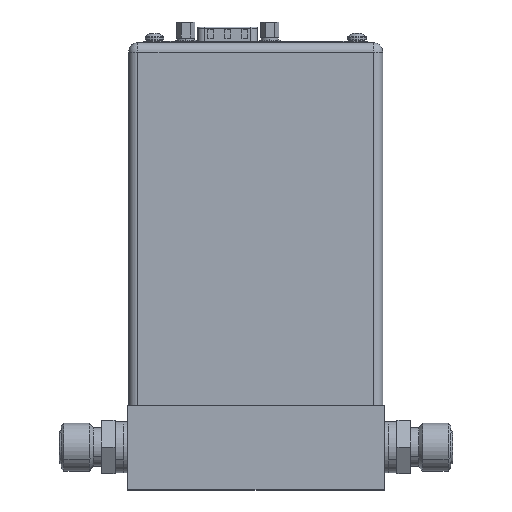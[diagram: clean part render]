
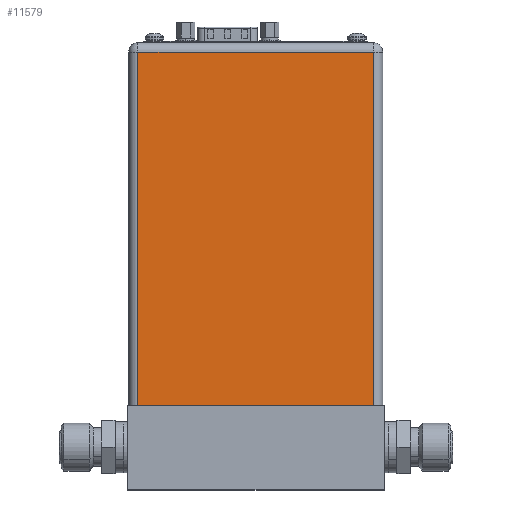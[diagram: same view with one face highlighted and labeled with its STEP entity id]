
A CAD part, top view. The second image highlights one B-rep face of the part: STEP entity #11579.
In plain terms, the highlighted planar face has unit normal (0, 0, 1).
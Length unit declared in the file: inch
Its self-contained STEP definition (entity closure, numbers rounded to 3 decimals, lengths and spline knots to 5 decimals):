
#9153=DIRECTION('',(1.,0.,0.));
#9154=VECTOR('',#9153,2.755);
#9155=CARTESIAN_POINT('',(-1.3775,0.,1.425));
#9156=LINE('',#9155,#9154);
#10160=DIRECTION('',(0.,-1.,0.));
#10161=VECTOR('',#10160,4.14);
#10162=CARTESIAN_POINT('',(1.3775,4.14,1.425));
#10163=LINE('',#10162,#10161);
#10167=DIRECTION('',(0.,-1.,0.));
#10168=VECTOR('',#10167,4.14);
#10169=CARTESIAN_POINT('',(-1.3775,4.14,1.425));
#10170=LINE('',#10169,#10168);
#10174=DIRECTION('',(1.,0.,0.));
#10175=VECTOR('',#10174,2.755);
#10176=CARTESIAN_POINT('',(-1.3775,4.14,1.425));
#10177=LINE('',#10176,#10175);
#10710=CARTESIAN_POINT('',(1.3775,0.,1.425));
#10712=VERTEX_POINT('',#10710);
#10713=CARTESIAN_POINT('',(1.3775,4.14,1.425));
#10714=VERTEX_POINT('',#10713);
#10725=CARTESIAN_POINT('',(-1.3775,0.,1.425));
#10727=VERTEX_POINT('',#10725);
#10729=CARTESIAN_POINT('',(-1.3775,4.14,1.425));
#10730=VERTEX_POINT('',#10729);
#11567=CARTESIAN_POINT('',(-1.4875,0.,1.425));
#11568=DIRECTION('',(0.,0.,1.));
#11569=DIRECTION('',(1.,0.,0.));
#11570=AXIS2_PLACEMENT_3D('',#11567,#11568,#11569);
#11571=PLANE('',#11570);
#11573=ORIENTED_EDGE('',*,*,#11572,.T.);
#11574=ORIENTED_EDGE('',*,*,#10756,.F.);
#11575=ORIENTED_EDGE('',*,*,#11536,.F.);
#11576=ORIENTED_EDGE('',*,*,#11558,.T.);
#11577=EDGE_LOOP('',(#11573,#11574,#11575,#11576));
#11578=FACE_OUTER_BOUND('',#11577,.F.);
#11579=ADVANCED_FACE('',(#11578),#11571,.T.);
#10756=EDGE_CURVE('',#10727,#10712,#9156,.T.);
#11536=EDGE_CURVE('',#10730,#10727,#10170,.T.);
#11558=EDGE_CURVE('',#10730,#10714,#10177,.T.);
#11572=EDGE_CURVE('',#10714,#10712,#10163,.T.);
